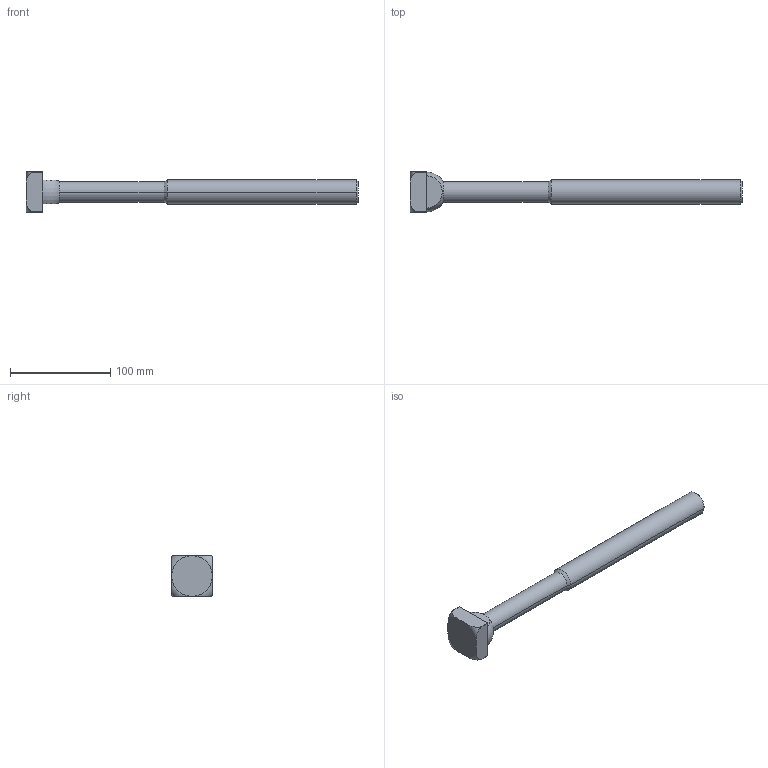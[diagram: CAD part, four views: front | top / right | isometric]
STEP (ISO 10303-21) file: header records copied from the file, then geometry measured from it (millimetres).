
FILE_DESCRIPTION( ( '' ), '1' );
FILE_NAME( 'K0698.24315.stp', '2012-11-02T13:26:45', ( '' ), ( '' ), ' ', ' ', ' ' );
FILE_SCHEMA( ( 'CONFIG_CONTROL_DESIGN' ) );
Length unit declared in the file: millimetre
Products named in the file (1): 1
Bounding box: 331 x 40 x 40 mm (x, y, z)
Volume: 158978.2 mm3; surface area: 28305.8 mm2
Topology: 1 solids, 1 shells, 28 faces, 70 edges, 44 vertices
Faces by surface type: plane 10, cylinder 8, cone 4, torus 4, sphere 2
Entity records: 1120 total; most frequent: CARTESIAN_POINT 391, DIRECTION 154, ORIENTED_EDGE 140, EDGE_CURVE 70, AXIS2_PLACEMENT_3D 63, VERTEX_POINT 44, CIRCLE 34, ADVANCED_FACE 28
